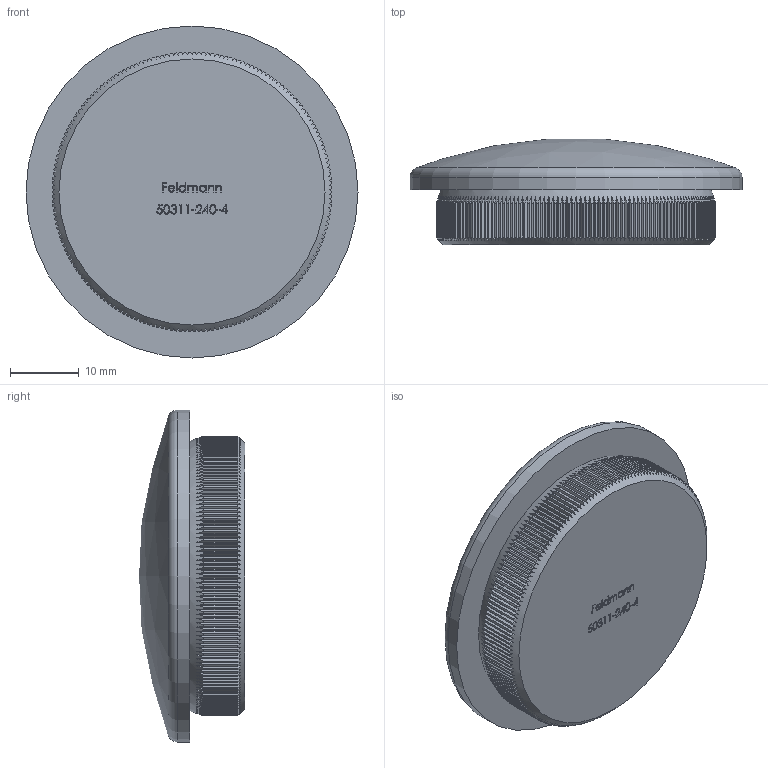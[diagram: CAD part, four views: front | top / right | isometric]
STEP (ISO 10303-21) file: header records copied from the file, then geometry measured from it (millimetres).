
FILE_DESCRIPTION (( 'STEP AP203' ), '1' );
FILE_NAME ('50311-240-4.step', '2020-03-17T14:57:53', ( '' ), ( '' ), 'SwSTEP 2.0', 'SolidWorks 2015', '' );
FILE_SCHEMA (( 'CONFIG_CONTROL_DESIGN' ));
Length unit declared in the file: millimetre
Products named in the file (2): 50311-240-4
Bounding box: 48.3 x 15.38 x 48.3 mm (x, y, z)
Volume: 19645.3 mm3; surface area: 5602.3 mm2
Topology: 1 solids, 1 shells, 812 faces, 2346 edges, 1563 vertices
Faces by surface type: plane 523, cylinder 191, bspline 94, cone 2, sphere 1, torus 1
Full cylindrical faces by diameter (mm): 48.3 x1
Entity records: 32662 total; most frequent: CARTESIAN_POINT 12933, ORIENTED_EDGE 4684, DIRECTION 3219, EDGE_CURVE 2342, VERTEX_POINT 1563, AXIS2_PLACEMENT_3D 1105, LINE 1009, VECTOR 1009
